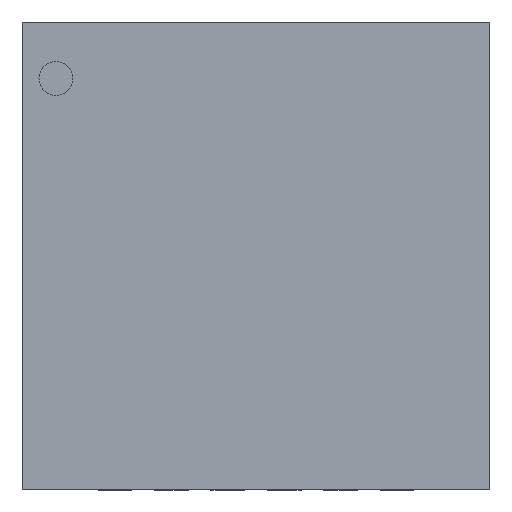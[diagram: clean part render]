
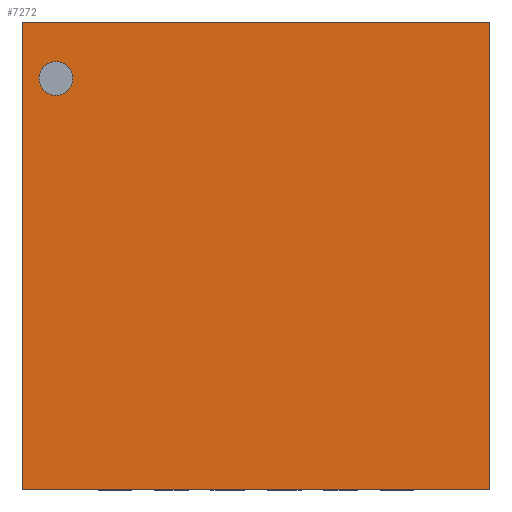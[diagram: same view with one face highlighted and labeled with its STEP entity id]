
A CAD part, top view. The second image highlights one B-rep face of the part: STEP entity #7272.
In plain terms, the highlighted free-form (B-spline) face has degree [1, 1] with [2, 2] control points.
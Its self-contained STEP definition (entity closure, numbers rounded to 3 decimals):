
#3998=CARTESIAN_POINT('',(-1.625,1.575,0.9));
#3999=VERTEX_POINT('',#3998);
#4008=CARTESIAN_POINT('',(-1.925,1.575,0.9));
#4009=VERTEX_POINT('',#4008);
#4010=CARTESIAN_POINT('',(-1.775,1.575,0.9));
#4011=DIRECTION('',(0.0,0.0,-1.0));
#4012=DIRECTION('',(1.0,0.0,0.0));
#4013=AXIS2_PLACEMENT_3D('',#4010,#4011,#4012);
#4014=CIRCLE('',#4013,0.15);
#4015=EDGE_CURVE('',#4009,#3999,#4014,.T.);
#4049=CARTESIAN_POINT('',(-1.775,1.575,0.9));
#4050=DIRECTION('',(0.0,0.0,-1.0));
#4051=DIRECTION('',(1.0,0.0,0.0));
#4052=AXIS2_PLACEMENT_3D('',#4049,#4050,#4051);
#4053=CIRCLE('',#4052,0.15);
#4054=EDGE_CURVE('',#3999,#4009,#4053,.T.);
#7229=CARTESIAN_POINT('',(-2.075,-2.075,0.9));
#7230=CARTESIAN_POINT('',(2.075,-2.075,0.9));
#7231=CARTESIAN_POINT('',(-2.075,2.075,0.9));
#7232=CARTESIAN_POINT('',(2.075,2.075,0.9));
#7233=B_SPLINE_SURFACE_WITH_KNOTS('',1,1,((#7229,#7231),(#7230,#7232)),.UNSPECIFIED.,.F.,.F.,.U.,(2,2),(2,2),(0.0,4.15),(0.0,4.15),.UNSPECIFIED.);
#7234=CARTESIAN_POINT('',(2.075,2.075,0.9));
#7235=VERTEX_POINT('',#7234);
#7236=CARTESIAN_POINT('',(2.075,-2.075,0.9));
#7237=VERTEX_POINT('',#7236);
#7238=CARTESIAN_POINT('',(2.075,2.075,0.9));
#7239=DIRECTION('',(0.0,-1.0,0.0));
#7240=VECTOR('',#7239,4.15);
#7241=LINE('',#7238,#7240);
#7242=EDGE_CURVE('',#7235,#7237,#7241,.T.);
#7243=ORIENTED_EDGE('',*,*,#7242,.F.);
#7244=CARTESIAN_POINT('',(-2.075,2.075,0.9));
#7245=VERTEX_POINT('',#7244);
#7246=CARTESIAN_POINT('',(-2.075,2.075,0.9));
#7247=DIRECTION('',(1.0,0.0,0.0));
#7248=VECTOR('',#7247,4.15);
#7249=LINE('',#7246,#7248);
#7250=EDGE_CURVE('',#7245,#7235,#7249,.T.);
#7251=ORIENTED_EDGE('',*,*,#7250,.F.);
#7252=CARTESIAN_POINT('',(-2.075,-2.075,0.9));
#7253=VERTEX_POINT('',#7252);
#7254=CARTESIAN_POINT('',(-2.075,-2.075,0.9));
#7255=DIRECTION('',(0.0,1.0,0.0));
#7256=VECTOR('',#7255,4.15);
#7257=LINE('',#7254,#7256);
#7258=EDGE_CURVE('',#7253,#7245,#7257,.T.);
#7259=ORIENTED_EDGE('',*,*,#7258,.F.);
#7260=CARTESIAN_POINT('',(2.075,-2.075,0.9));
#7261=DIRECTION('',(-1.0,0.0,0.0));
#7262=VECTOR('',#7261,4.15);
#7263=LINE('',#7260,#7262);
#7264=EDGE_CURVE('',#7237,#7253,#7263,.T.);
#7265=ORIENTED_EDGE('',*,*,#7264,.F.);
#7266=EDGE_LOOP('',(#7243,#7251,#7259,#7265));
#7267=FACE_OUTER_BOUND('',#7266,.T.);
#7268=ORIENTED_EDGE('',*,*,#4054,.T.);
#7269=ORIENTED_EDGE('',*,*,#4015,.T.);
#7270=EDGE_LOOP('',(#7268,#7269));
#7271=FACE_BOUND('',#7270,.T.);
#7272=ADVANCED_FACE('',(#7267,#7271),#7233,.T.);
